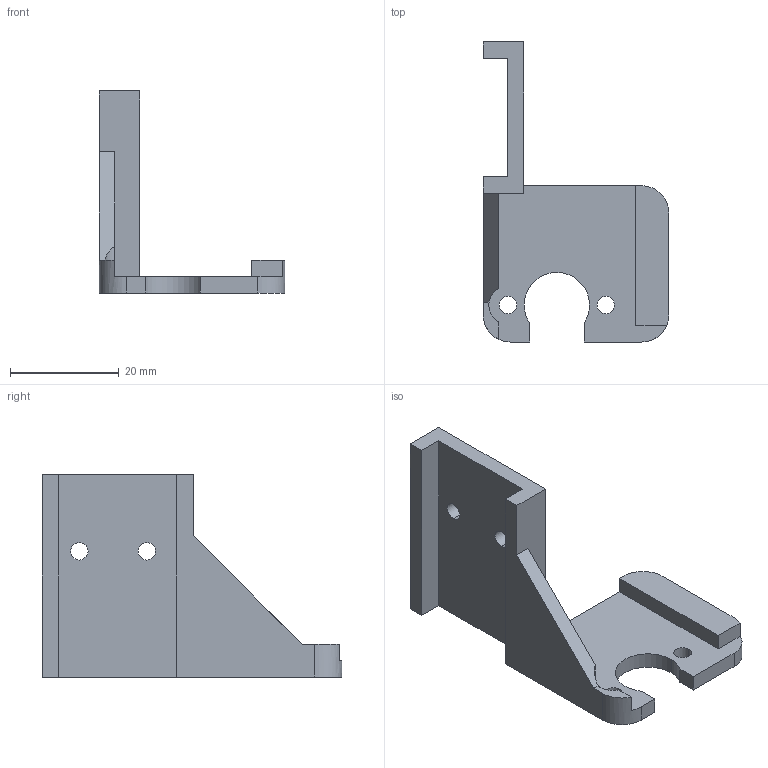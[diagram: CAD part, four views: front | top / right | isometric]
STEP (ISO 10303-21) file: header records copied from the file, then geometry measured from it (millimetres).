
FILE_DESCRIPTION (( 'STEP AP214' ), '1' );
FILE_NAME ('ender蚾sfs盓殤.STEP', '2023-09-12T03:46:07', ( 'Windows User' ), ( 'P R C' ), 'SwSTEP 2.0', 'SolidWorks 2022', '' );
FILE_SCHEMA (( 'AUTOMOTIVE_DESIGN' ));
Length unit declared in the file: millimetre
Products named in the file (1): ender装sfs支架
Bounding box: 34.12 x 55.08 x 37.13 mm (x, y, z)
Volume: 7677.9 mm3; surface area: 5950.1 mm2
Topology: 1 solids, 1 shells, 40 faces, 114 edges, 76 vertices
Faces by surface type: plane 24, cylinder 16
Entity records: 1362 total; most frequent: CARTESIAN_POINT 234, DIRECTION 229, ORIENTED_EDGE 228, EDGE_CURVE 114, LINE 79, VECTOR 79, VERTEX_POINT 76, AXIS2_PLACEMENT_3D 75
